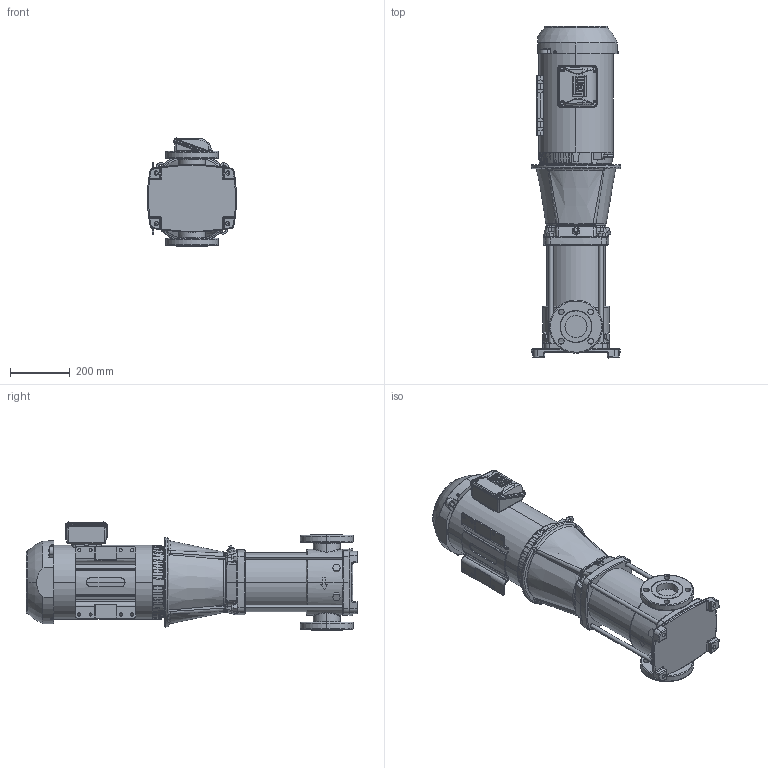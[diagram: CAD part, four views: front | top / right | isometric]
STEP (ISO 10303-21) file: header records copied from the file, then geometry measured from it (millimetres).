
FILE_DESCRIPTION (( 'STEP AP203' ), '1' );
FILE_NAME ('3350096 - MVI-160-3_2-10 HP-213TC-304-E-575~3.step', '2022-03-31T13:58:21', ( '' ), ( '' ), 'SwSTEP 2.0', 'SolidWorks 2021', '' );
FILE_SCHEMA (( 'CONFIG_CONTROL_DESIGN' ));
Length unit declared in the file: inch
Products named in the file (5): TEFC MOTOR_2700099 - NEMA V2 10 HP 213_5TC 575~3 TEFC W; sbi_n_32-3-2_flange(NEMA); MVI PEO - [304-EPDM]_3304096 - MVI-160-3_2-10 HP-213TC-304-E-S; 2700099 - NEMA V2 10 HP 213_5TC 575~3 TEFC W; 3350096 - MVI-160-3_2-10 HP-213TC-304-E-575~3
Assembly tree (4 placements, depth 3):
  3350096 - MVI-160-3_2-10 HP-213TC-304-E-575~3
    MVI PEO - [304-EPDM]_3304096 - MVI-160-3_2-10 HP-213TC-304-E-S
      sbi_n_32-3-2_flange(NEMA)
    TEFC MOTOR_2700099 - NEMA V2 10 HP 213_5TC 575~3 TEFC W
      2700099 - NEMA V2 10 HP 213_5TC 575~3 TEFC W
Bounding box: 300 x 1113.97 x 362.52 mm (x, y, z)
Volume: 50406441.4 mm3; surface area: 1934678.3 mm2
Topology: 23 solids, 52 shells, 4013 faces, 10423 edges, 6773 vertices
Faces by surface type: plane 1948, cylinder 1463, bspline 318, cone 174, torus 104, sphere 6
Entity records: 160503 total; most frequent: CARTESIAN_POINT 63964, ORIENTED_EDGE 20768, DIRECTION 19091, EDGE_CURVE 10384, VERTEX_POINT 6771, AXIS2_PLACEMENT_3D 6754, VECTOR 5583, LINE 5583
